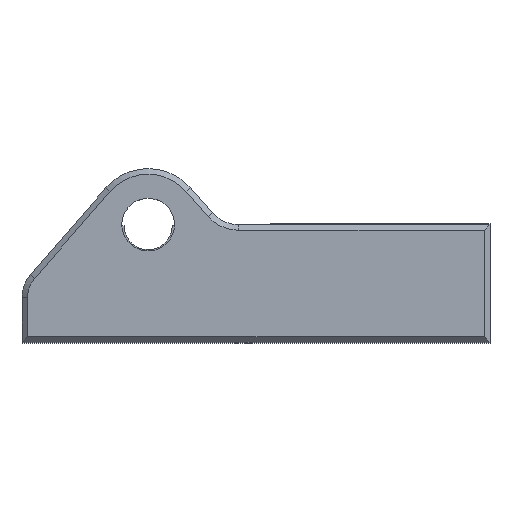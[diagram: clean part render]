
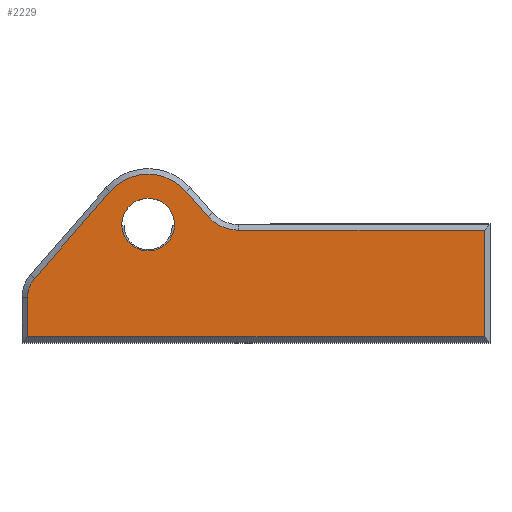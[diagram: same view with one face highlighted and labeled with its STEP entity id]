
A CAD part, top view. The second image highlights one B-rep face of the part: STEP entity #2229.
In plain terms, the highlighted planar face has unit normal (0, 0, 1).
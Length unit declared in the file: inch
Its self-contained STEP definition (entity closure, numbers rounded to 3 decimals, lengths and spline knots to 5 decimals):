
#54=FACE_BOUND('',#310,.T.);
#78=PLANE('',#2399);
#169=FACE_OUTER_BOUND('',#309,.T.);
#309=EDGE_LOOP('',(#1509,#1510,#1511,#1512,#1513,#1514,#1515,#1516,#1517));
#310=EDGE_LOOP('',(#1518));
#481=LINE('',#3322,#698);
#482=LINE('',#3324,#699);
#483=LINE('',#3326,#700);
#484=LINE('',#3328,#701);
#485=LINE('',#3332,#702);
#486=LINE('',#3335,#703);
#698=VECTOR('',#2670,0.07);
#699=VECTOR('',#2671,0.815);
#700=VECTOR('',#2672,0.19);
#701=VECTOR('',#2673,0.4385);
#702=VECTOR('',#2676,0.05985);
#703=VECTOR('',#2679,0.20469);
#887=CIRCLE('',#2378,0.047);
#898=CIRCLE('',#2400,0.0525);
#899=CIRCLE('',#2401,0.0725);
#900=CIRCLE('',#2402,0.09);
#963=VERTEX_POINT('',#3238);
#992=VERTEX_POINT('',#3318);
#993=VERTEX_POINT('',#3319);
#994=VERTEX_POINT('',#3321);
#995=VERTEX_POINT('',#3323);
#996=VERTEX_POINT('',#3325);
#997=VERTEX_POINT('',#3327);
#998=VERTEX_POINT('',#3329);
#999=VERTEX_POINT('',#3331);
#1000=VERTEX_POINT('',#3333);
#1152=EDGE_CURVE('',#963,#963,#887,.T.);
#1191=EDGE_CURVE('',#992,#993,#898,.T.);
#1192=EDGE_CURVE('',#993,#994,#481,.T.);
#1193=EDGE_CURVE('',#994,#995,#482,.T.);
#1194=EDGE_CURVE('',#995,#996,#483,.T.);
#1195=EDGE_CURVE('',#996,#997,#484,.T.);
#1196=EDGE_CURVE('',#997,#998,#899,.F.);
#1197=EDGE_CURVE('',#998,#999,#485,.T.);
#1198=EDGE_CURVE('',#999,#1000,#900,.T.);
#1199=EDGE_CURVE('',#1000,#992,#486,.T.);
#1509=ORIENTED_EDGE('',*,*,#1191,.T.);
#1510=ORIENTED_EDGE('',*,*,#1192,.T.);
#1511=ORIENTED_EDGE('',*,*,#1193,.T.);
#1512=ORIENTED_EDGE('',*,*,#1194,.T.);
#1513=ORIENTED_EDGE('',*,*,#1195,.T.);
#1514=ORIENTED_EDGE('',*,*,#1196,.T.);
#1515=ORIENTED_EDGE('',*,*,#1197,.T.);
#1516=ORIENTED_EDGE('',*,*,#1198,.T.);
#1517=ORIENTED_EDGE('',*,*,#1199,.T.);
#1518=ORIENTED_EDGE('',*,*,#1152,.F.);
#2229=ADVANCED_FACE('',(#169,#54),#78,.T.);
#2378=AXIS2_PLACEMENT_3D('',#3240,#2596,#2597);
#2399=AXIS2_PLACEMENT_3D('',#3317,#2666,#2667);
#2400=AXIS2_PLACEMENT_3D('',#3320,#2668,#2669);
#2401=AXIS2_PLACEMENT_3D('',#3330,#2674,#2675);
#2402=AXIS2_PLACEMENT_3D('',#3334,#2677,#2678);
#2596=DIRECTION('center_axis',(0.,0.,1.));
#2597=DIRECTION('ref_axis',(1.,0.,0.));
#2666=DIRECTION('center_axis',(0.,0.,1.));
#2667=DIRECTION('ref_axis',(1.,0.,0.));
#2668=DIRECTION('center_axis',(0.,0.,1.));
#2669=DIRECTION('ref_axis',(1.,0.,0.));
#2670=DIRECTION('',(0.,-1.,0.));
#2671=DIRECTION('',(1.,0.,0.));
#2672=DIRECTION('',(0.,1.,0.));
#2673=DIRECTION('',(-1.,0.,0.));
#2674=DIRECTION('center_axis',(0.,0.,1.));
#2675=DIRECTION('ref_axis',(1.,0.,0.));
#2676=DIRECTION('',(-0.661,0.75,0.));
#2677=DIRECTION('center_axis',(0.,0.,1.));
#2678=DIRECTION('ref_axis',(1.,0.,0.));
#2679=DIRECTION('',(-0.656,-0.755,0.));
#3238=CARTESIAN_POINT('',(-0.01021,-0.4459,0.88003));
#3240=CARTESIAN_POINT('Origin',(0.03679,-0.4459,0.88003));
#3317=CARTESIAN_POINT('Origin',(-0.12571,-0.5759,0.88003));
#3318=CARTESIAN_POINT('',(-0.16536,-0.54149,0.88003));
#3319=CARTESIAN_POINT('',(-0.17821,-0.5759,0.88003));
#3320=CARTESIAN_POINT('Origin',(-0.12571,-0.5759,0.88003));
#3321=CARTESIAN_POINT('',(-0.17821,-0.6459,0.88003));
#3322=CARTESIAN_POINT('',(-0.17821,-0.5759,0.88003));
#3323=CARTESIAN_POINT('',(0.63679,-0.6459,0.88003));
#3324=CARTESIAN_POINT('',(-0.17821,-0.6459,0.88003));
#3325=CARTESIAN_POINT('',(0.63679,-0.4559,0.88003));
#3326=CARTESIAN_POINT('',(0.63679,-0.6459,0.88003));
#3327=CARTESIAN_POINT('',(0.19829,-0.4559,0.88003));
#3328=CARTESIAN_POINT('',(0.63679,-0.4559,0.88003));
#3329=CARTESIAN_POINT('',(0.14388,-0.43133,0.88003));
#3330=CARTESIAN_POINT('Origin',(0.19829,-0.3834,0.88003));
#3331=CARTESIAN_POINT('',(0.10432,-0.38641,0.88003));
#3332=CARTESIAN_POINT('',(0.14388,-0.43133,0.88003));
#3333=CARTESIAN_POINT('',(-0.03118,-0.38691,0.88003));
#3334=CARTESIAN_POINT('Origin',(0.03679,-0.4459,0.88003));
#3335=CARTESIAN_POINT('',(-0.03118,-0.38691,0.88003));
